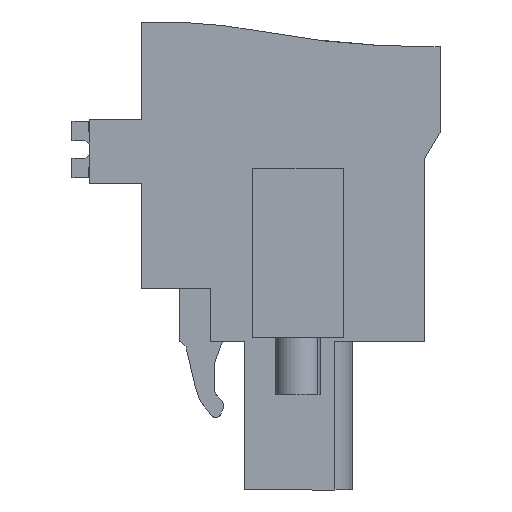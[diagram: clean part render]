
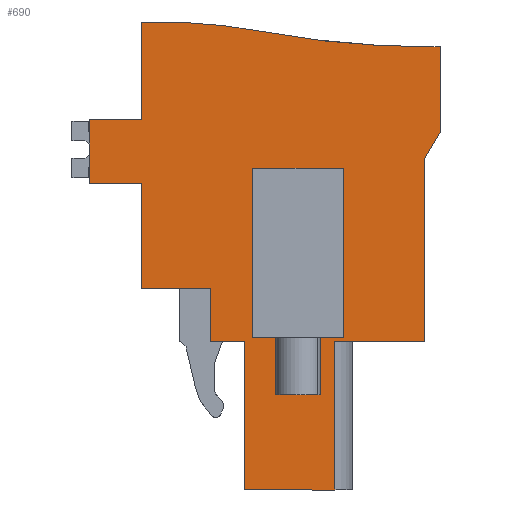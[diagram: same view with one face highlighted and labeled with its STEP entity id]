
A CAD part, left-side view. The second image highlights one B-rep face of the part: STEP entity #690.
In plain terms, the highlighted planar face has unit normal (-1, 0, 0).
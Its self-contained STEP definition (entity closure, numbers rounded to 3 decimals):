
#532=AXIS2_PLACEMENT_3D('Plane Axis2P3D',#529,#530,#531) ;
#545=AXIS2_PLACEMENT_3D('Circle Axis2P3D',#543,#544,$) ;
#552=AXIS2_PLACEMENT_3D('Circle Axis2P3D',#550,#551,$) ;
#49=CARTESIAN_POINT('Vertex',(4.9,12.85,8.35)) ;
#52=CARTESIAN_POINT('Line Origine',(4.9,12.85,9.825)) ;
#56=CARTESIAN_POINT('Vertex',(4.9,12.85,11.3)) ;
#476=CARTESIAN_POINT('Vertex',(4.9,10.937,8.35)) ;
#479=CARTESIAN_POINT('Line Origine',(4.9,11.893,8.35)) ;
#529=CARTESIAN_POINT('Axis2P3D Location',(4.9,3.817,22.4)) ;
#534=CARTESIAN_POINT('Line Origine',(4.9,0.,22.459)) ;
#538=CARTESIAN_POINT('Vertex',(4.9,0.,20.059)) ;
#540=CARTESIAN_POINT('Vertex',(4.9,0.,24.859)) ;
#543=CARTESIAN_POINT('Axis2P3D Location',(4.9,0.92,72.85)) ;
#547=CARTESIAN_POINT('Vertex',(4.9,9.844,25.687)) ;
#550=CARTESIAN_POINT('Axis2P3D Location',(4.9,15.85,-6.057)) ;
#554=CARTESIAN_POINT('Vertex',(4.9,16.75,26.237)) ;
#557=CARTESIAN_POINT('Line Origine',(4.9,16.75,23.494)) ;
#561=CARTESIAN_POINT('Vertex',(4.9,16.75,20.75)) ;
#564=CARTESIAN_POINT('Line Origine',(4.9,18.2,20.75)) ;
#568=CARTESIAN_POINT('Vertex',(4.9,19.65,20.75)) ;
#571=CARTESIAN_POINT('Line Origine',(4.9,19.65,18.975)) ;
#575=CARTESIAN_POINT('Vertex',(4.9,19.65,17.2)) ;
#578=CARTESIAN_POINT('Line Origine',(4.9,18.2,17.2)) ;
#582=CARTESIAN_POINT('Vertex',(4.9,16.75,17.2)) ;
#585=CARTESIAN_POINT('Line Origine',(4.9,16.75,14.25)) ;
#589=CARTESIAN_POINT('Vertex',(4.9,16.75,11.3)) ;
#592=CARTESIAN_POINT('Line Origine',(4.9,14.8,11.3)) ;
#597=CARTESIAN_POINT('Line Origine',(4.9,10.937,4.175)) ;
#601=CARTESIAN_POINT('Vertex',(4.9,10.937,0.)) ;
#604=CARTESIAN_POINT('Line Origine',(4.9,8.414,0.)) ;
#608=CARTESIAN_POINT('Vertex',(4.9,5.891,0.)) ;
#611=CARTESIAN_POINT('Line Origine',(4.9,5.891,4.175)) ;
#615=CARTESIAN_POINT('Vertex',(4.9,5.891,8.35)) ;
#618=CARTESIAN_POINT('Line Origine',(4.9,3.396,8.35)) ;
#622=CARTESIAN_POINT('Vertex',(4.9,0.9,8.35)) ;
#625=CARTESIAN_POINT('Line Origine',(4.9,0.9,13.425)) ;
#629=CARTESIAN_POINT('Vertex',(4.9,0.9,18.5)) ;
#632=CARTESIAN_POINT('Line Origine',(4.9,0.45,19.279)) ;
#656=CARTESIAN_POINT('Line Origine',(4.9,7.964,8.55)) ;
#660=CARTESIAN_POINT('Vertex',(4.9,10.514,8.55)) ;
#662=CARTESIAN_POINT('Vertex',(4.9,5.414,8.55)) ;
#665=CARTESIAN_POINT('Line Origine',(4.9,10.514,13.3)) ;
#669=CARTESIAN_POINT('Vertex',(4.9,10.514,18.05)) ;
#672=CARTESIAN_POINT('Line Origine',(4.9,7.964,18.05)) ;
#676=CARTESIAN_POINT('Vertex',(4.9,5.414,18.05)) ;
#679=CARTESIAN_POINT('Line Origine',(4.9,5.414,13.3)) ;
#53=DIRECTION('Vector Direction',(0.,0.,1.)) ;
#480=DIRECTION('Vector Direction',(0.,1.,0.)) ;
#530=DIRECTION('Axis2P3D Direction',(1.,0.,0.)) ;
#531=DIRECTION('Axis2P3D XDirection',(0.,1.,0.)) ;
#535=DIRECTION('Vector Direction',(0.,0.,1.)) ;
#544=DIRECTION('Axis2P3D Direction',(1.,0.,0.)) ;
#551=DIRECTION('Axis2P3D Direction',(1.,0.,0.)) ;
#558=DIRECTION('Vector Direction',(0.,0.,1.)) ;
#565=DIRECTION('Vector Direction',(0.,-1.,0.)) ;
#572=DIRECTION('Vector Direction',(0.,0.,1.)) ;
#579=DIRECTION('Vector Direction',(0.,1.,0.)) ;
#586=DIRECTION('Vector Direction',(0.,0.,1.)) ;
#593=DIRECTION('Vector Direction',(0.,-1.,0.)) ;
#598=DIRECTION('Vector Direction',(0.,0.,-1.)) ;
#605=DIRECTION('Vector Direction',(0.,-1.,0.)) ;
#612=DIRECTION('Vector Direction',(0.,0.,-1.)) ;
#619=DIRECTION('Vector Direction',(0.,1.,0.)) ;
#626=DIRECTION('Vector Direction',(0.,0.,-1.)) ;
#633=DIRECTION('Vector Direction',(0.,-0.5,0.866)) ;
#657=DIRECTION('Vector Direction',(0.,-1.,0.)) ;
#666=DIRECTION('Vector Direction',(0.,0.,-1.)) ;
#673=DIRECTION('Vector Direction',(0.,-1.,0.)) ;
#680=DIRECTION('Vector Direction',(0.,0.,-1.)) ;
#54=VECTOR('Line Direction',#53,1.) ;
#481=VECTOR('Line Direction',#480,1.) ;
#536=VECTOR('Line Direction',#535,1.) ;
#559=VECTOR('Line Direction',#558,1.) ;
#566=VECTOR('Line Direction',#565,1.) ;
#573=VECTOR('Line Direction',#572,1.) ;
#580=VECTOR('Line Direction',#579,1.) ;
#587=VECTOR('Line Direction',#586,1.) ;
#594=VECTOR('Line Direction',#593,1.) ;
#599=VECTOR('Line Direction',#598,1.) ;
#606=VECTOR('Line Direction',#605,1.) ;
#613=VECTOR('Line Direction',#612,1.) ;
#620=VECTOR('Line Direction',#619,1.) ;
#627=VECTOR('Line Direction',#626,1.) ;
#634=VECTOR('Line Direction',#633,1.) ;
#658=VECTOR('Line Direction',#657,1.) ;
#667=VECTOR('Line Direction',#666,1.) ;
#674=VECTOR('Line Direction',#673,1.) ;
#681=VECTOR('Line Direction',#680,1.) ;
#638=ORIENTED_EDGE('',*,*,#542,.T.) ;
#639=ORIENTED_EDGE('',*,*,#549,.T.) ;
#640=ORIENTED_EDGE('',*,*,#556,.F.) ;
#641=ORIENTED_EDGE('',*,*,#563,.F.) ;
#642=ORIENTED_EDGE('',*,*,#570,.F.) ;
#643=ORIENTED_EDGE('',*,*,#577,.F.) ;
#644=ORIENTED_EDGE('',*,*,#584,.F.) ;
#645=ORIENTED_EDGE('',*,*,#591,.F.) ;
#646=ORIENTED_EDGE('',*,*,#596,.T.) ;
#647=ORIENTED_EDGE('',*,*,#58,.F.) ;
#648=ORIENTED_EDGE('',*,*,#483,.F.) ;
#649=ORIENTED_EDGE('',*,*,#603,.T.) ;
#650=ORIENTED_EDGE('',*,*,#610,.T.) ;
#651=ORIENTED_EDGE('',*,*,#617,.F.) ;
#652=ORIENTED_EDGE('',*,*,#624,.F.) ;
#653=ORIENTED_EDGE('',*,*,#631,.F.) ;
#654=ORIENTED_EDGE('',*,*,#636,.T.) ;
#685=ORIENTED_EDGE('',*,*,#664,.F.) ;
#686=ORIENTED_EDGE('',*,*,#671,.F.) ;
#687=ORIENTED_EDGE('',*,*,#678,.F.) ;
#688=ORIENTED_EDGE('',*,*,#683,.T.) ;
#689=FACE_BOUND('',#684,.T.) ;
#690=ADVANCED_FACE('HOUSING',(#655,#689),#533,.F.) ;
#546=CIRCLE('generated circle',#545,48.) ;
#553=CIRCLE('generated circle',#552,32.307) ;
#58=EDGE_CURVE('',#50,#57,#55,.T.) ;
#483=EDGE_CURVE('',#477,#50,#482,.T.) ;
#542=EDGE_CURVE('',#539,#541,#537,.T.) ;
#549=EDGE_CURVE('',#541,#548,#546,.T.) ;
#556=EDGE_CURVE('',#555,#548,#553,.T.) ;
#563=EDGE_CURVE('',#562,#555,#560,.T.) ;
#570=EDGE_CURVE('',#569,#562,#567,.T.) ;
#577=EDGE_CURVE('',#576,#569,#574,.T.) ;
#584=EDGE_CURVE('',#583,#576,#581,.T.) ;
#591=EDGE_CURVE('',#590,#583,#588,.T.) ;
#596=EDGE_CURVE('',#590,#57,#595,.T.) ;
#603=EDGE_CURVE('',#477,#602,#600,.T.) ;
#610=EDGE_CURVE('',#602,#609,#607,.T.) ;
#617=EDGE_CURVE('',#616,#609,#614,.T.) ;
#624=EDGE_CURVE('',#623,#616,#621,.T.) ;
#631=EDGE_CURVE('',#630,#623,#628,.T.) ;
#636=EDGE_CURVE('',#630,#539,#635,.T.) ;
#664=EDGE_CURVE('',#661,#663,#659,.T.) ;
#671=EDGE_CURVE('',#670,#661,#668,.T.) ;
#678=EDGE_CURVE('',#677,#670,#675,.F.) ;
#683=EDGE_CURVE('',#677,#663,#682,.T.) ;
#637=EDGE_LOOP('',(#638,#639,#640,#641,#642,#643,#644,#645,#646,#647,#648,#649,#650,#651,#652,#653,#654)) ;
#684=EDGE_LOOP('',(#685,#686,#687,#688)) ;
#655=FACE_OUTER_BOUND('',#637,.T.) ;
#55=LINE('Line',#52,#54) ;
#482=LINE('Line',#479,#481) ;
#537=LINE('Line',#534,#536) ;
#560=LINE('Line',#557,#559) ;
#567=LINE('Line',#564,#566) ;
#574=LINE('Line',#571,#573) ;
#581=LINE('Line',#578,#580) ;
#588=LINE('Line',#585,#587) ;
#595=LINE('Line',#592,#594) ;
#600=LINE('Line',#597,#599) ;
#607=LINE('Line',#604,#606) ;
#614=LINE('Line',#611,#613) ;
#621=LINE('Line',#618,#620) ;
#628=LINE('Line',#625,#627) ;
#635=LINE('Line',#632,#634) ;
#659=LINE('Line',#656,#658) ;
#668=LINE('Line',#665,#667) ;
#675=LINE('Line',#672,#674) ;
#682=LINE('Line',#679,#681) ;
#533=PLANE('',#532) ;
#50=VERTEX_POINT('',#49) ;
#57=VERTEX_POINT('',#56) ;
#477=VERTEX_POINT('',#476) ;
#539=VERTEX_POINT('',#538) ;
#541=VERTEX_POINT('',#540) ;
#548=VERTEX_POINT('',#547) ;
#555=VERTEX_POINT('',#554) ;
#562=VERTEX_POINT('',#561) ;
#569=VERTEX_POINT('',#568) ;
#576=VERTEX_POINT('',#575) ;
#583=VERTEX_POINT('',#582) ;
#590=VERTEX_POINT('',#589) ;
#602=VERTEX_POINT('',#601) ;
#609=VERTEX_POINT('',#608) ;
#616=VERTEX_POINT('',#615) ;
#623=VERTEX_POINT('',#622) ;
#630=VERTEX_POINT('',#629) ;
#661=VERTEX_POINT('',#660) ;
#663=VERTEX_POINT('',#662) ;
#670=VERTEX_POINT('',#669) ;
#677=VERTEX_POINT('',#676) ;
